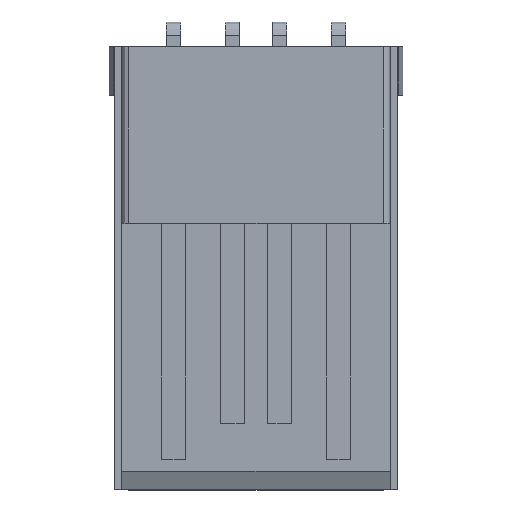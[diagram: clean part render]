
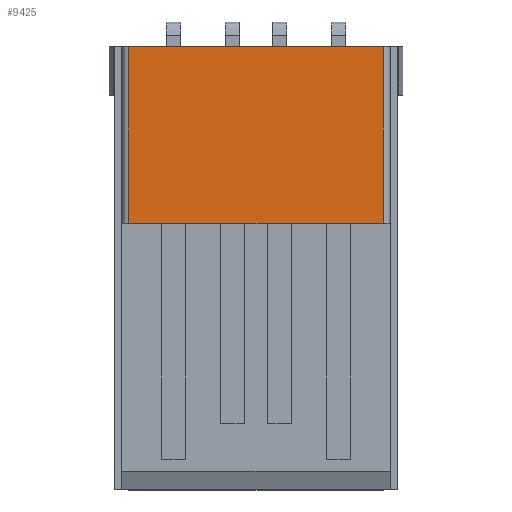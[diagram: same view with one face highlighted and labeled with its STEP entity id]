
A CAD part, top view. The second image highlights one B-rep face of the part: STEP entity #9425.
In plain terms, the highlighted planar face has unit normal (0, 0, 1).
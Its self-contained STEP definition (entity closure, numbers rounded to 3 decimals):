
#43 = EDGE_CURVE ( 'NONE', #3752, #8194, #406, .T. ) ;
#406 = LINE ( 'NONE', #937, #5272 ) ;
#436 = EDGE_CURVE ( 'NONE', #8194, #5293, #1101, .T. ) ;
#481 = ORIENTED_EDGE ( 'NONE', *, *, #5422, .T. ) ;
#583 = VECTOR ( 'NONE', #5322, 1000. ) ;
#736 = ORIENTED_EDGE ( 'NONE', *, *, #436, .F. ) ;
#760 = VERTEX_POINT ( 'NONE', #6369 ) ;
#859 = EDGE_CURVE ( 'NONE', #760, #3752, #8112, .T. ) ;
#937 = CARTESIAN_POINT ( 'NONE',  ( -5.4, 0.025, 2.91 ) ) ;
#1101 = LINE ( 'NONE', #6409, #9457 ) ;
#1376 = DIRECTION ( 'NONE',  ( 0., 0., 1. ) ) ;
#1591 = ORIENTED_EDGE ( 'NONE', *, *, #859, .F. ) ;
#1594 = ORIENTED_EDGE ( 'NONE', *, *, #43, .F. ) ;
#2522 = FACE_OUTER_BOUND ( 'NONE', #4336, .T. ) ;
#2930 = DIRECTION ( 'NONE',  ( 0., 1., 0. ) ) ;
#3153 = CARTESIAN_POINT ( 'NONE',  ( -5.4, -7.475, 2.91 ) ) ;
#3752 = VERTEX_POINT ( 'NONE', #7379 ) ;
#3942 = DIRECTION ( 'NONE',  ( 1., 0., 0. ) ) ;
#4256 = CARTESIAN_POINT ( 'NONE',  ( -5.4, -7.475, 2.91 ) ) ;
#4336 = EDGE_LOOP ( 'NONE', ( #481, #736, #1594, #1591 ) ) ;
#4514 = CARTESIAN_POINT ( 'NONE',  ( 5.4, -7.475, 2.91 ) ) ;
#4952 = CARTESIAN_POINT ( 'NONE',  ( 5.4, 0.025, 2.91 ) ) ;
#5075 = CARTESIAN_POINT ( 'NONE',  ( -5.4, -7.475, 2.91 ) ) ;
#5272 = VECTOR ( 'NONE', #3942, 1000. ) ;
#5293 = VERTEX_POINT ( 'NONE', #4514 ) ;
#5322 = DIRECTION ( 'NONE',  ( 1., 0., 0. ) ) ;
#5422 = EDGE_CURVE ( 'NONE', #760, #5293, #9181, .T. ) ;
#5652 = DIRECTION ( 'NONE',  ( 0., -1., 0. ) ) ;
#5701 = DIRECTION ( 'NONE',  ( 1., 0., 0. ) ) ;
#6369 = CARTESIAN_POINT ( 'NONE',  ( -5.4, -7.475, 2.91 ) ) ;
#6409 = CARTESIAN_POINT ( 'NONE',  ( 5.4, -7.475, 2.91 ) ) ;
#7379 = CARTESIAN_POINT ( 'NONE',  ( -5.4, 0.025, 2.91 ) ) ;
#7898 = PLANE ( 'NONE',  #8272 ) ;
#8112 = LINE ( 'NONE', #5075, #8794 ) ;
#8194 = VERTEX_POINT ( 'NONE', #4952 ) ;
#8272 = AXIS2_PLACEMENT_3D ( 'NONE', #4256, #1376, #5701 ) ;
#8794 = VECTOR ( 'NONE', #2930, 1000. ) ;
#9181 = LINE ( 'NONE', #3153, #583 ) ;
#9425 = ADVANCED_FACE ( 'NONE', ( #2522 ), #7898, .T. ) ;
#9457 = VECTOR ( 'NONE', #5652, 1000. ) ;
